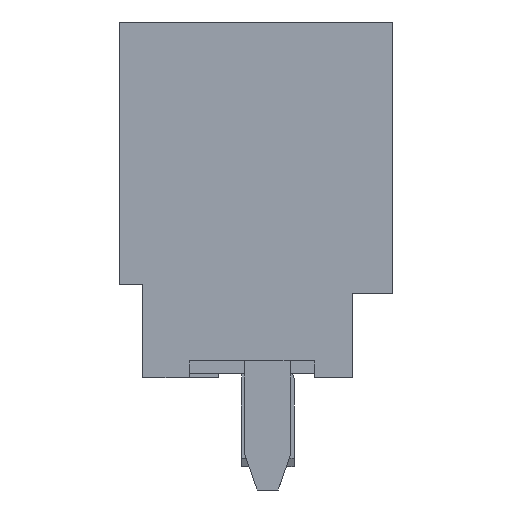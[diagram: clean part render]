
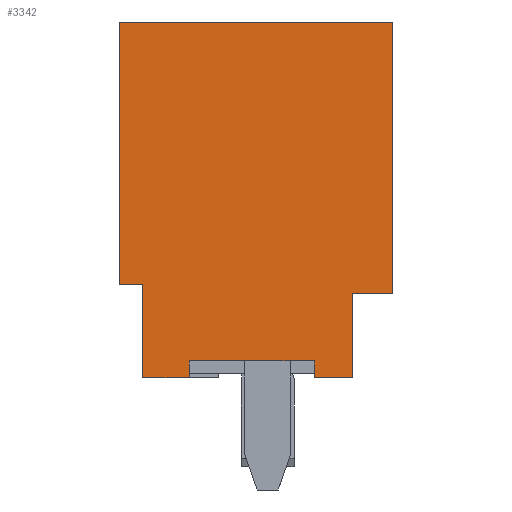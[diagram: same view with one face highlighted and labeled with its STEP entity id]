
A CAD part, left-side view. The second image highlights one B-rep face of the part: STEP entity #3342.
In plain terms, the highlighted planar face has unit normal (-1, 0, 0).
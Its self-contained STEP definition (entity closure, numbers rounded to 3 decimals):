
#1=DIRECTION('',(0.,1.,0.));
#2=VECTOR('',#1,2.95);
#3=CARTESIAN_POINT('',(-8.45,-1.575,-3.8));
#4=LINE('',#3,#2);
#5=DIRECTION('',(0.,0.,1.));
#6=VECTOR('',#5,0.4);
#7=CARTESIAN_POINT('',(-8.45,1.375,-4.2));
#8=LINE('',#7,#6);
#9=DIRECTION('',(0.,1.,0.));
#10=VECTOR('',#9,1.1);
#11=CARTESIAN_POINT('',(-8.45,1.375,-4.2));
#12=LINE('',#11,#10);
#13=DIRECTION('',(0.,0.,1.));
#14=VECTOR('',#13,2.2);
#15=CARTESIAN_POINT('',(-8.45,2.475,-4.2));
#16=LINE('',#15,#14);
#17=DIRECTION('',(0.,1.,0.));
#18=VECTOR('',#17,0.55);
#19=CARTESIAN_POINT('',(-8.45,2.475,-2.));
#20=LINE('',#19,#18);
#21=DIRECTION('',(0.,0.,1.));
#22=VECTOR('',#21,6.2);
#23=CARTESIAN_POINT('',(-8.45,3.025,-2.));
#24=LINE('',#23,#22);
#25=DIRECTION('',(0.,-1.,0.));
#26=VECTOR('',#25,6.45);
#27=CARTESIAN_POINT('',(-8.45,3.025,4.2));
#28=LINE('',#27,#26);
#29=DIRECTION('',(0.,0.,-1.));
#30=VECTOR('',#29,6.4);
#31=CARTESIAN_POINT('',(-8.45,-3.425,4.2));
#32=LINE('',#31,#30);
#33=DIRECTION('',(0.,1.,0.));
#34=VECTOR('',#33,0.95);
#35=CARTESIAN_POINT('',(-8.45,-3.425,-2.2));
#36=LINE('',#35,#34);
#37=DIRECTION('',(0.,0.,-1.));
#38=VECTOR('',#37,2.);
#39=CARTESIAN_POINT('',(-8.45,-2.475,-2.2));
#40=LINE('',#39,#38);
#41=DIRECTION('',(0.,1.,0.));
#42=VECTOR('',#41,0.9);
#43=CARTESIAN_POINT('',(-8.45,-2.475,-4.2));
#44=LINE('',#43,#42);
#45=DIRECTION('',(0.,0.,1.));
#46=VECTOR('',#45,0.4);
#47=CARTESIAN_POINT('',(-8.45,-1.575,-4.2));
#48=LINE('',#47,#46);
#2511=CARTESIAN_POINT('',(-8.45,3.025,4.2));
#2512=CARTESIAN_POINT('',(-8.45,-3.425,4.2));
#2513=VERTEX_POINT('',#2511);
#2514=VERTEX_POINT('',#2512);
#2515=CARTESIAN_POINT('',(-8.45,-3.425,-2.2));
#2516=VERTEX_POINT('',#2515);
#2517=CARTESIAN_POINT('',(-8.45,-2.475,-2.2));
#2518=VERTEX_POINT('',#2517);
#2519=CARTESIAN_POINT('',(-8.45,-2.475,-4.2));
#2520=VERTEX_POINT('',#2519);
#2521=CARTESIAN_POINT('',(-8.45,2.475,-4.2));
#2522=CARTESIAN_POINT('',(-8.45,2.475,-2.));
#2523=VERTEX_POINT('',#2521);
#2524=VERTEX_POINT('',#2522);
#2525=CARTESIAN_POINT('',(-8.45,3.025,-2.));
#2526=VERTEX_POINT('',#2525);
#2620=CARTESIAN_POINT('',(-8.45,-1.575,-4.2));
#2622=VERTEX_POINT('',#2620);
#2624=CARTESIAN_POINT('',(-8.45,1.375,-4.2));
#2626=VERTEX_POINT('',#2624);
#2803=CARTESIAN_POINT('',(-8.45,-1.575,-3.8));
#2804=CARTESIAN_POINT('',(-8.45,1.375,-3.8));
#2805=VERTEX_POINT('',#2803);
#2806=VERTEX_POINT('',#2804);
#3311=CARTESIAN_POINT('',(-8.45,0.,0.));
#3312=DIRECTION('',(1.,0.,0.));
#3313=DIRECTION('',(0.,0.,-1.));
#3314=AXIS2_PLACEMENT_3D('',#3311,#3312,#3313);
#3315=PLANE('',#3314);
#3317=ORIENTED_EDGE('',*,*,#3316,.T.);
#3319=ORIENTED_EDGE('',*,*,#3318,.F.);
#3321=ORIENTED_EDGE('',*,*,#3320,.T.);
#3323=ORIENTED_EDGE('',*,*,#3322,.T.);
#3325=ORIENTED_EDGE('',*,*,#3324,.T.);
#3327=ORIENTED_EDGE('',*,*,#3326,.T.);
#3329=ORIENTED_EDGE('',*,*,#3328,.T.);
#3331=ORIENTED_EDGE('',*,*,#3330,.T.);
#3333=ORIENTED_EDGE('',*,*,#3332,.T.);
#3335=ORIENTED_EDGE('',*,*,#3334,.T.);
#3337=ORIENTED_EDGE('',*,*,#3336,.T.);
#3339=ORIENTED_EDGE('',*,*,#3338,.T.);
#3340=EDGE_LOOP('',(#3317,#3319,#3321,#3323,#3325,#3327,#3329,#3331,#3333,#3335,
#3337,#3339));
#3341=FACE_OUTER_BOUND('',#3340,.F.);
#3342=ADVANCED_FACE('',(#3341),#3315,.F.);
#3316=EDGE_CURVE('',#2805,#2806,#4,.T.);
#3318=EDGE_CURVE('',#2626,#2806,#8,.T.);
#3320=EDGE_CURVE('',#2626,#2523,#12,.T.);
#3322=EDGE_CURVE('',#2523,#2524,#16,.T.);
#3324=EDGE_CURVE('',#2524,#2526,#20,.T.);
#3326=EDGE_CURVE('',#2526,#2513,#24,.T.);
#3328=EDGE_CURVE('',#2513,#2514,#28,.T.);
#3330=EDGE_CURVE('',#2514,#2516,#32,.T.);
#3332=EDGE_CURVE('',#2516,#2518,#36,.T.);
#3334=EDGE_CURVE('',#2518,#2520,#40,.T.);
#3336=EDGE_CURVE('',#2520,#2622,#44,.T.);
#3338=EDGE_CURVE('',#2622,#2805,#48,.T.);
